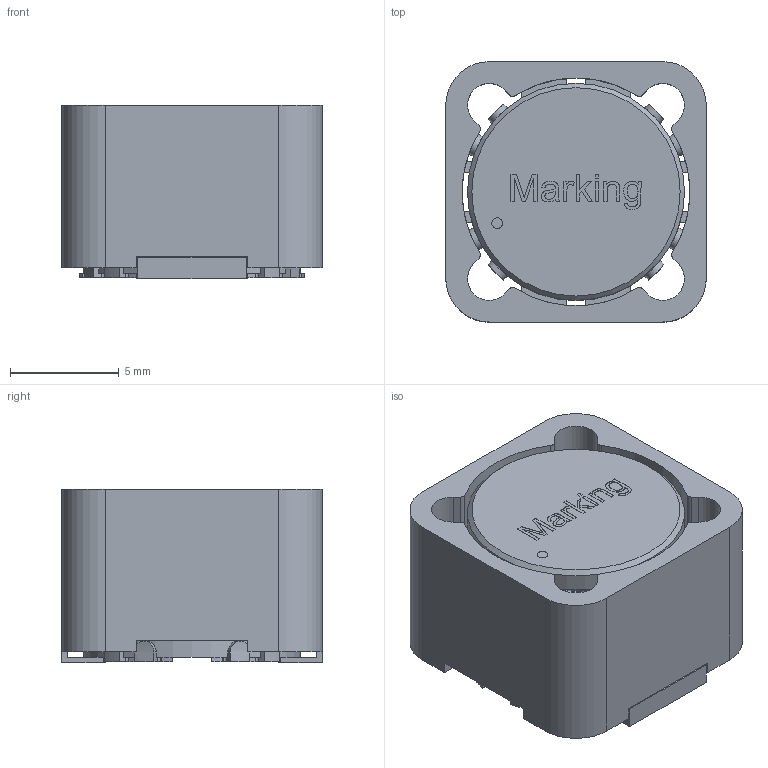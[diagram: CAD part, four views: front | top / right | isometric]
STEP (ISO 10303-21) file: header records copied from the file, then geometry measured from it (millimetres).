
FILE_DESCRIPTION(('FreeCAD Model'),'2;1');
FILE_NAME('Compound.step', '2017-03-01T11:53:36',('kicad StepUp'),('ksu MCAD'), 'Open CASCADE STEP processor 6.8','FreeCAD','Unknown');
FILE_SCHEMA(('AUTOMOTIVE_DESIGN_CC2 { 1 2 10303 214 -1 1 5 4 }'));
Length unit declared in the file: millimetre
Products named in the file (1): Compound
Bounding box: 12 x 12 x 8 mm (x, y, z)
Volume: 691.5 mm3; surface area: 1694.6 mm2
Topology: 6 solids, 6 shells, 263 faces, 739 edges, 494 vertices
Faces by surface type: plane 148, cylinder 84, extrusion 16, bspline 14, cone 1
Full cylindrical faces by diameter (mm): 0.5 x1, 5.75 x1, 10 x2
Entity records: 14425 total; most frequent: CARTESIAN_POINT 6062, ORIENTED_EDGE 1474, DIRECTION 1179, EDGE_CURVE 737, VERTEX_POINT 494, VECTOR 401, AXIS2_PLACEMENT_3D 389, LINE 385
